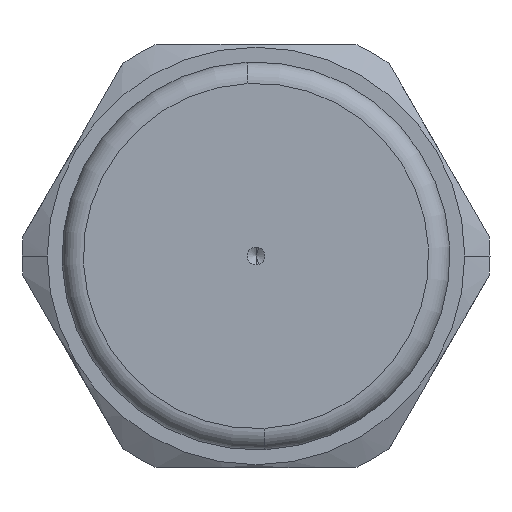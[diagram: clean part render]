
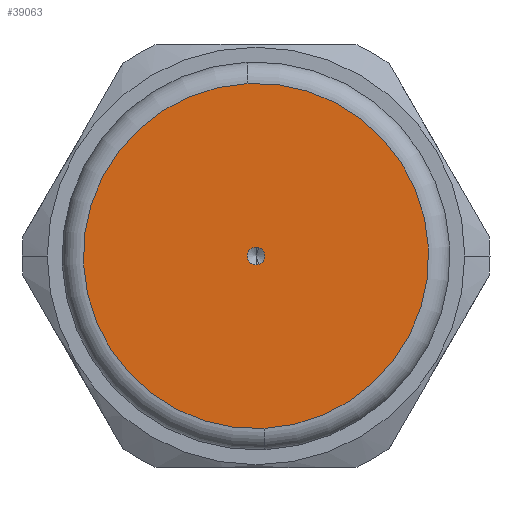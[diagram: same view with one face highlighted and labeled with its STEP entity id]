
A CAD part, left-side view. The second image highlights one B-rep face of the part: STEP entity #39063.
In plain terms, the highlighted planar face has unit normal (-1, 0, 0).
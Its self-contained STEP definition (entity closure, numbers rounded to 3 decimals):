
#615 = ORIENTED_EDGE ( 'NONE', *, *, #7278, .F. ) ;
#1602 = VERTEX_POINT ( 'NONE', #20292 ) ;
#3105 = CARTESIAN_POINT ( 'NONE',  ( -23., 0., 0. ) ) ;
#3529 = AXIS2_PLACEMENT_3D ( 'NONE', #3105, #19433, #15623 ) ;
#7278 = EDGE_CURVE ( 'NONE', #13539, #36665, #25124, .T. ) ;
#9190 = DIRECTION ( 'NONE',  ( 0., -0.046, -0.999 ) ) ;
#9389 = DIRECTION ( 'NONE',  ( 1., 0., 0. ) ) ;
#9494 = EDGE_CURVE ( 'NONE', #25670, #1602, #51259, .T. ) ;
#9630 = ORIENTED_EDGE ( 'NONE', *, *, #9494, .T. ) ;
#11916 = CARTESIAN_POINT ( 'NONE',  ( -23., 0.54, 11.646 ) ) ;
#12990 = DIRECTION ( 'NONE',  ( 1., 0., 0. ) ) ;
#13539 = VERTEX_POINT ( 'NONE', #34576 ) ;
#15313 = EDGE_CURVE ( 'NONE', #1602, #25670, #39482, .T. ) ;
#15623 = DIRECTION ( 'NONE',  ( 0., -0.046, -0.999 ) ) ;
#17722 = FACE_BOUND ( 'NONE', #34763, .T. ) ;
#19407 = CIRCLE ( 'NONE', #35783, 11.658 ) ;
#19433 = DIRECTION ( 'NONE',  ( 1., 0., 0. ) ) ;
#20292 = CARTESIAN_POINT ( 'NONE',  ( -23., 0.028, 0.599 ) ) ;
#22038 = DIRECTION ( 'NONE',  ( 0., -0.046, -0.999 ) ) ;
#23718 = AXIS2_PLACEMENT_3D ( 'NONE', #50981, #12990, #22038 ) ;
#25124 = CIRCLE ( 'NONE', #3529, 11.658 ) ;
#25670 = VERTEX_POINT ( 'NONE', #41151 ) ;
#26548 = EDGE_LOOP ( 'NONE', ( #615, #40579 ) ) ;
#31060 = ORIENTED_EDGE ( 'NONE', *, *, #15313, .T. ) ;
#33243 = AXIS2_PLACEMENT_3D ( 'NONE', #44527, #44709, #48915 ) ;
#34382 = AXIS2_PLACEMENT_3D ( 'NONE', #42940, #9389, #42754 ) ;
#34576 = CARTESIAN_POINT ( 'NONE',  ( -23., -0.54, -11.646 ) ) ;
#34763 = EDGE_LOOP ( 'NONE', ( #9630, #31060 ) ) ;
#35783 = AXIS2_PLACEMENT_3D ( 'NONE', #37087, #50808, #9190 ) ;
#36665 = VERTEX_POINT ( 'NONE', #11916 ) ;
#37087 = CARTESIAN_POINT ( 'NONE',  ( -23., 0., 0. ) ) ;
#37315 = FACE_OUTER_BOUND ( 'NONE', #26548, .T. ) ;
#39063 = ADVANCED_FACE ( 'NONE', ( #17722, #37315 ), #44331, .T. ) ;
#39482 = CIRCLE ( 'NONE', #34382, 0.6 ) ;
#40579 = ORIENTED_EDGE ( 'NONE', *, *, #47005, .F. ) ;
#41151 = CARTESIAN_POINT ( 'NONE',  ( -23., -0.028, -0.599 ) ) ;
#42754 = DIRECTION ( 'NONE',  ( 0., -0.046, -0.999 ) ) ;
#42940 = CARTESIAN_POINT ( 'NONE',  ( -23., 0., 0. ) ) ;
#44331 = PLANE ( 'NONE',  #33243 ) ;
#44527 = CARTESIAN_POINT ( 'NONE',  ( -23., -0.028, -0.599 ) ) ;
#44709 = DIRECTION ( 'NONE',  ( -1., 0., 0. ) ) ;
#47005 = EDGE_CURVE ( 'NONE', #36665, #13539, #19407, .T. ) ;
#48915 = DIRECTION ( 'NONE',  ( 0., 0.046, 0.999 ) ) ;
#50808 = DIRECTION ( 'NONE',  ( 1., 0., 0. ) ) ;
#50981 = CARTESIAN_POINT ( 'NONE',  ( -23., 0., 0. ) ) ;
#51259 = CIRCLE ( 'NONE', #23718, 0.6 ) ;
